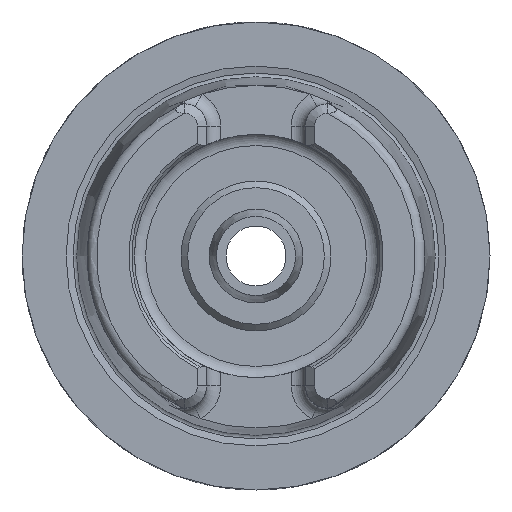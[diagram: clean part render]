
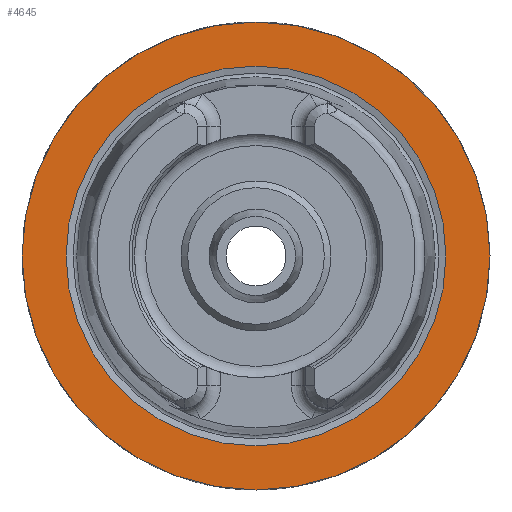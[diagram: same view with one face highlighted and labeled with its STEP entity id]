
A CAD part, left-side view. The second image highlights one B-rep face of the part: STEP entity #4645.
In plain terms, the highlighted planar face has unit normal (-1, 0, 0).
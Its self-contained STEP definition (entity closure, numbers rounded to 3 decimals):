
#4611=CARTESIAN_POINT('',(0.0,20.296,0.0));
#4612=VERTEX_POINT('',#4611);
#4613=CARTESIAN_POINT('',(0.0,0.0,0.0));
#4614=DIRECTION('',(1.0,0.0,0.0));
#4615=DIRECTION('',(0.0,1.0,0.0));
#4616=AXIS2_PLACEMENT_3D('',#4613,#4614,#4615);
#4617=CIRCLE('',#4616,20.296);
#4618=EDGE_CURVE('',#4612,#4612,#4617,.T.);
#4626=CARTESIAN_POINT('',(0.0,22.648,0.0));
#4627=DIRECTION('',(-1.0,0.0,0.0));
#4628=DIRECTION('',(0.0,0.0,1.0));
#4629=AXIS2_PLACEMENT_3D('',#4626,#4627,#4628);
#4630=PLANE('',#4629);
#4631=CARTESIAN_POINT('',(0.0,25.,0.0));
#4632=VERTEX_POINT('',#4631);
#4633=CARTESIAN_POINT('',(0.0,0.0,0.0));
#4634=DIRECTION('',(1.0,0.0,0.0));
#4635=DIRECTION('',(0.0,1.0,0.0));
#4636=AXIS2_PLACEMENT_3D('',#4633,#4634,#4635);
#4637=CIRCLE('',#4636,25.);
#4638=EDGE_CURVE('',#4632,#4632,#4637,.T.);
#4639=ORIENTED_EDGE('',*,*,#4638,.F.);
#4640=EDGE_LOOP('',(#4639));
#4641=FACE_OUTER_BOUND('',#4640,.T.);
#4642=ORIENTED_EDGE('',*,*,#4618,.T.);
#4643=EDGE_LOOP('',(#4642));
#4644=FACE_BOUND('',#4643,.T.);
#4645=ADVANCED_FACE('',(#4641,#4644),#4630,.T.);
